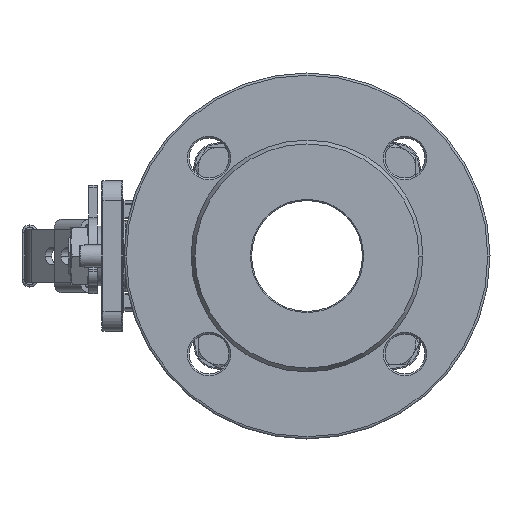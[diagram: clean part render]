
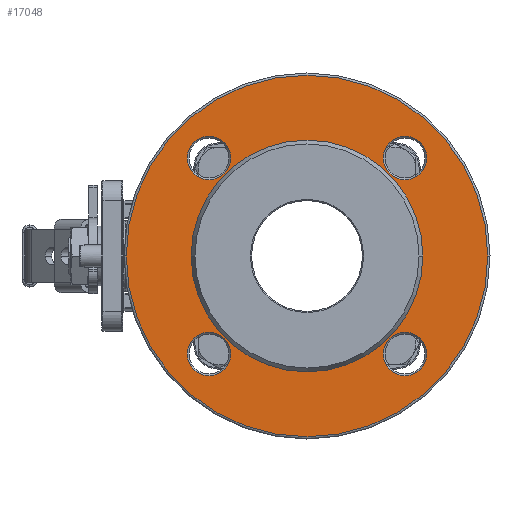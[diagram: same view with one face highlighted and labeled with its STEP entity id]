
A CAD part, left-side view. The second image highlights one B-rep face of the part: STEP entity #17048.
In plain terms, the highlighted planar face has unit normal (-1, 0, 0).
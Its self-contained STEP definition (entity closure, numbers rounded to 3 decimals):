
#627 = CIRCLE ( 'NONE', #32745, 9.8 ) ;
#2424 = CIRCLE ( 'NONE', #53650, 9.8 ) ;
#3546 = DIRECTION ( 'NONE',  ( 0., -1., 0. ) ) ;
#3799 = CARTESIAN_POINT ( 'NONE',  ( -84., 44.194, -34.394 ) ) ;
#3894 = VERTEX_POINT ( 'NONE', #17199 ) ;
#3909 = AXIS2_PLACEMENT_3D ( 'NONE', #54474, #11921, #3546 ) ;
#4122 = ORIENTED_EDGE ( 'NONE', *, *, #29016, .T. ) ;
#4999 = FACE_BOUND ( 'NONE', #15444, .T. ) ;
#5117 = EDGE_CURVE ( 'NONE', #34604, #27376, #31204, .T. ) ;
#5693 = EDGE_LOOP ( 'NONE', ( #54535, #59495 ) ) ;
#6033 = CARTESIAN_POINT ( 'NONE',  ( -84., -44.194, 44.194 ) ) ;
#6073 = CIRCLE ( 'NONE', #29912, 9.8 ) ;
#6991 = EDGE_CURVE ( 'NONE', #23406, #52523, #25436, .T. ) ;
#7460 = PLANE ( 'NONE',  #56377 ) ;
#8617 = FACE_BOUND ( 'NONE', #33303, .T. ) ;
#8711 = CIRCLE ( 'NONE', #43901, 9.8 ) ;
#9082 = DIRECTION ( 'NONE',  ( -1., 0., 0. ) ) ;
#9085 = DIRECTION ( 'NONE',  ( 1., 0., 0. ) ) ;
#10007 = ORIENTED_EDGE ( 'NONE', *, *, #39448, .T. ) ;
#10343 = DIRECTION ( 'NONE',  ( 0., -1., 0. ) ) ;
#10724 = EDGE_LOOP ( 'NONE', ( #44388, #45457 ) ) ;
#11019 = AXIS2_PLACEMENT_3D ( 'NONE', #6033, #43483, #10343 ) ;
#11293 = ORIENTED_EDGE ( 'NONE', *, *, #30993, .T. ) ;
#11499 = CIRCLE ( 'NONE', #34087, 9.8 ) ;
#11543 = FACE_BOUND ( 'NONE', #57291, .T. ) ;
#11921 = DIRECTION ( 'NONE',  ( -1., 0., 0. ) ) ;
#12268 = VERTEX_POINT ( 'NONE', #39173 ) ;
#13373 = EDGE_CURVE ( 'NONE', #29877, #3894, #6073, .T. ) ;
#13561 = CARTESIAN_POINT ( 'NONE',  ( -84., -44.194, -44.194 ) ) ;
#14799 = EDGE_CURVE ( 'NONE', #31714, #31633, #25071, .T. ) ;
#15444 = EDGE_LOOP ( 'NONE', ( #42730, #45015 ) ) ;
#16279 = DIRECTION ( 'NONE',  ( 0., 1., 0. ) ) ;
#17048 = ADVANCED_FACE ( 'NONE', ( #17440, #8617, #18164, #4999, #43038, #11543 ), #7460, .T. ) ;
#17199 = CARTESIAN_POINT ( 'NONE',  ( -84., -44.194, -34.394 ) ) ;
#17440 = FACE_BOUND ( 'NONE', #42404, .T. ) ;
#18164 = FACE_BOUND ( 'NONE', #10724, .T. ) ;
#18844 = DIRECTION ( 'NONE',  ( 1., 0., 0. ) ) ;
#20014 = EDGE_CURVE ( 'NONE', #3894, #29877, #11499, .T. ) ;
#20169 = CARTESIAN_POINT ( 'NONE',  ( -84., -44.194, 34.394 ) ) ;
#20411 = CARTESIAN_POINT ( 'NONE',  ( -84., -81.5, 0. ) ) ;
#22539 = DIRECTION ( 'NONE',  ( 0., -1., 0. ) ) ;
#23406 = VERTEX_POINT ( 'NONE', #50172 ) ;
#23546 = DIRECTION ( 'NONE',  ( 0., -1., 0. ) ) ;
#25071 = CIRCLE ( 'NONE', #34627, 81.5 ) ;
#25195 = CARTESIAN_POINT ( 'NONE',  ( -84., 0., 0. ) ) ;
#25406 = DIRECTION ( 'NONE',  ( 0., -1., 0. ) ) ;
#25436 = CIRCLE ( 'NONE', #52248, 9.8 ) ;
#25536 = CARTESIAN_POINT ( 'NONE',  ( -84., -44.194, -44.194 ) ) ;
#25650 = CARTESIAN_POINT ( 'NONE',  ( -84., -44.194, -53.994 ) ) ;
#25979 = DIRECTION ( 'NONE',  ( 0., -1., 0. ) ) ;
#26267 = EDGE_CURVE ( 'NONE', #27376, #34604, #627, .T. ) ;
#26293 = DIRECTION ( 'NONE',  ( 0., -1., 0. ) ) ;
#27219 = DIRECTION ( 'NONE',  ( 0., 1., 0. ) ) ;
#27376 = VERTEX_POINT ( 'NONE', #35055 ) ;
#27456 = DIRECTION ( 'NONE',  ( 1., 0., 0. ) ) ;
#28206 = ORIENTED_EDGE ( 'NONE', *, *, #6991, .T. ) ;
#29016 = EDGE_CURVE ( 'NONE', #29440, #12268, #2424, .T. ) ;
#29265 = CIRCLE ( 'NONE', #3909, 81.5 ) ;
#29440 = VERTEX_POINT ( 'NONE', #3799 ) ;
#29618 = DIRECTION ( 'NONE',  ( 0., -1., 0. ) ) ;
#29877 = VERTEX_POINT ( 'NONE', #25650 ) ;
#29912 = AXIS2_PLACEMENT_3D ( 'NONE', #13561, #27456, #59789 ) ;
#30862 = CARTESIAN_POINT ( 'NONE',  ( -84., 44.194, -44.194 ) ) ;
#30964 = CARTESIAN_POINT ( 'NONE',  ( -84., 82.5, 0. ) ) ;
#30993 = EDGE_CURVE ( 'NONE', #42078, #43082, #51990, .T. ) ;
#31204 = CIRCLE ( 'NONE', #11019, 9.8 ) ;
#31633 = VERTEX_POINT ( 'NONE', #20411 ) ;
#31693 = DIRECTION ( 'NONE',  ( 1., 0., 0. ) ) ;
#31714 = VERTEX_POINT ( 'NONE', #39424 ) ;
#31887 = DIRECTION ( 'NONE',  ( 1., 0., 0. ) ) ;
#32381 = DIRECTION ( 'NONE',  ( 0., -1., 0. ) ) ;
#32745 = AXIS2_PLACEMENT_3D ( 'NONE', #42742, #47473, #29618 ) ;
#33303 = EDGE_LOOP ( 'NONE', ( #4122, #10007 ) ) ;
#34087 = AXIS2_PLACEMENT_3D ( 'NONE', #25536, #34690, #53127 ) ;
#34604 = VERTEX_POINT ( 'NONE', #20169 ) ;
#34627 = AXIS2_PLACEMENT_3D ( 'NONE', #25195, #44206, #25406 ) ;
#34690 = DIRECTION ( 'NONE',  ( 1., 0., 0. ) ) ;
#34908 = CARTESIAN_POINT ( 'NONE',  ( -84., -52.232, 0. ) ) ;
#35055 = CARTESIAN_POINT ( 'NONE',  ( -84., -44.194, 53.994 ) ) ;
#37992 = EDGE_CURVE ( 'NONE', #52523, #23406, #8711, .T. ) ;
#38985 = DIRECTION ( 'NONE',  ( 1., 0., 0. ) ) ;
#39173 = CARTESIAN_POINT ( 'NONE',  ( -84., 44.194, -53.994 ) ) ;
#39424 = CARTESIAN_POINT ( 'NONE',  ( -84., 81.5, 0. ) ) ;
#39448 = EDGE_CURVE ( 'NONE', #12268, #29440, #53442, .T. ) ;
#40788 = EDGE_CURVE ( 'NONE', #43082, #42078, #43138, .T. ) ;
#42078 = VERTEX_POINT ( 'NONE', #51806 ) ;
#42404 = EDGE_LOOP ( 'NONE', ( #28206, #48102 ) ) ;
#42730 = ORIENTED_EDGE ( 'NONE', *, *, #26267, .T. ) ;
#42742 = CARTESIAN_POINT ( 'NONE',  ( -84., -44.194, 44.194 ) ) ;
#43038 = FACE_OUTER_BOUND ( 'NONE', #5693, .T. ) ;
#43082 = VERTEX_POINT ( 'NONE', #34908 ) ;
#43138 = CIRCLE ( 'NONE', #44143, 52.232 ) ;
#43483 = DIRECTION ( 'NONE',  ( 1., 0., 0. ) ) ;
#43901 = AXIS2_PLACEMENT_3D ( 'NONE', #55848, #31693, #22539 ) ;
#44143 = AXIS2_PLACEMENT_3D ( 'NONE', #44311, #38985, #16279 ) ;
#44206 = DIRECTION ( 'NONE',  ( -1., 0., 0. ) ) ;
#44311 = CARTESIAN_POINT ( 'NONE',  ( -84., 0., 0. ) ) ;
#44388 = ORIENTED_EDGE ( 'NONE', *, *, #20014, .T. ) ;
#45015 = ORIENTED_EDGE ( 'NONE', *, *, #5117, .T. ) ;
#45457 = ORIENTED_EDGE ( 'NONE', *, *, #13373, .T. ) ;
#46849 = CARTESIAN_POINT ( 'NONE',  ( -84., 44.194, -44.194 ) ) ;
#47362 = CARTESIAN_POINT ( 'NONE',  ( -84., 44.194, 44.194 ) ) ;
#47473 = DIRECTION ( 'NONE',  ( 1., 0., 0. ) ) ;
#48102 = ORIENTED_EDGE ( 'NONE', *, *, #37992, .T. ) ;
#50117 = DIRECTION ( 'NONE',  ( 1., 0., 0. ) ) ;
#50172 = CARTESIAN_POINT ( 'NONE',  ( -84., 44.194, 53.994 ) ) ;
#51806 = CARTESIAN_POINT ( 'NONE',  ( -84., 52.232, 0. ) ) ;
#51990 = CIRCLE ( 'NONE', #54211, 52.232 ) ;
#52248 = AXIS2_PLACEMENT_3D ( 'NONE', #47362, #9085, #32381 ) ;
#52523 = VERTEX_POINT ( 'NONE', #54323 ) ;
#53127 = DIRECTION ( 'NONE',  ( 0., -1., 0. ) ) ;
#53442 = CIRCLE ( 'NONE', #56080, 9.8 ) ;
#53650 = AXIS2_PLACEMENT_3D ( 'NONE', #30862, #50117, #25979 ) ;
#53769 = EDGE_CURVE ( 'NONE', #31633, #31714, #29265, .T. ) ;
#54211 = AXIS2_PLACEMENT_3D ( 'NONE', #55455, #31887, #27219 ) ;
#54323 = CARTESIAN_POINT ( 'NONE',  ( -84., 44.194, 34.394 ) ) ;
#54474 = CARTESIAN_POINT ( 'NONE',  ( -84., 0., 0. ) ) ;
#54535 = ORIENTED_EDGE ( 'NONE', *, *, #53769, .T. ) ;
#55455 = CARTESIAN_POINT ( 'NONE',  ( -84., 0., 0. ) ) ;
#55848 = CARTESIAN_POINT ( 'NONE',  ( -84., 44.194, 44.194 ) ) ;
#56080 = AXIS2_PLACEMENT_3D ( 'NONE', #46849, #18844, #23546 ) ;
#56377 = AXIS2_PLACEMENT_3D ( 'NONE', #30964, #9082, #26293 ) ;
#57291 = EDGE_LOOP ( 'NONE', ( #11293, #58612 ) ) ;
#58612 = ORIENTED_EDGE ( 'NONE', *, *, #40788, .T. ) ;
#59495 = ORIENTED_EDGE ( 'NONE', *, *, #14799, .T. ) ;
#59789 = DIRECTION ( 'NONE',  ( 0., -1., 0. ) ) ;
